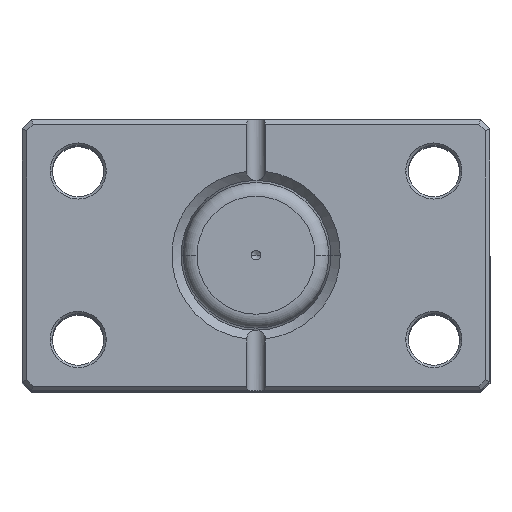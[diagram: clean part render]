
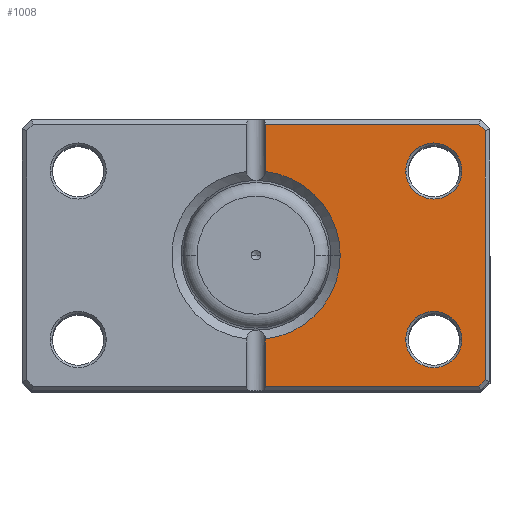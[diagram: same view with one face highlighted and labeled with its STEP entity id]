
A CAD part, top view. The second image highlights one B-rep face of the part: STEP entity #1008.
In plain terms, the highlighted face is planar.
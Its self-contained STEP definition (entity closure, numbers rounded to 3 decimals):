
#64 = CARTESIAN_POINT ( 'NONE',  ( -2., 28., 0. ) ) ;
#89 = DIRECTION ( 'NONE',  ( 0., 0., 1. ) ) ;
#166 = ORIENTED_EDGE ( 'NONE', *, *, #4599, .T. ) ;
#203 = VERTEX_POINT ( 'NONE', #1876 ) ;
#293 = VECTOR ( 'NONE', #3050, 1000. ) ;
#315 = ORIENTED_EDGE ( 'NONE', *, *, #1626, .T. ) ;
#510 = CARTESIAN_POINT ( 'NONE',  ( -38., 18., 0. ) ) ;
#565 = DIRECTION ( 'NONE',  ( 0., 0., 1. ) ) ;
#627 = VERTEX_POINT ( 'NONE', #2321 ) ;
#646 = DIRECTION ( 'NONE',  ( 0., 0., 1. ) ) ;
#660 = LINE ( 'NONE', #1886, #4488 ) ;
#824 = VECTOR ( 'NONE', #878, 1000. ) ;
#878 = DIRECTION ( 'NONE',  ( 0., -1., 0. ) ) ;
#880 = CARTESIAN_POINT ( 'NONE',  ( -37.793, 37.793, 0. ) ) ;
#896 = DIRECTION ( 'NONE',  ( 0., 0., 1. ) ) ;
#917 = FACE_BOUND ( 'NONE', #1454, .T. ) ;
#990 = DIRECTION ( 'NONE',  ( 1., 0., 0. ) ) ;
#1008 = ADVANCED_FACE ( 'NONE', ( #917, #2157, #4750 ), #1976, .F. ) ;
#1167 = ORIENTED_EDGE ( 'NONE', *, *, #2808, .T. ) ;
#1231 = CARTESIAN_POINT ( 'NONE',  ( -2., -28., 0. ) ) ;
#1246 = AXIS2_PLACEMENT_3D ( 'NONE', #510, #4015, #990 ) ;
#1249 = VERTEX_POINT ( 'NONE', #2442 ) ;
#1347 = ORIENTED_EDGE ( 'NONE', *, *, #5996, .T. ) ;
#1449 = DIRECTION ( 'NONE',  ( 0.707, 0.707, 0. ) ) ;
#1454 = EDGE_LOOP ( 'NONE', ( #1167, #2537 ) ) ;
#1460 = AXIS2_PLACEMENT_3D ( 'NONE', #2023, #5391, #2501 ) ;
#1502 = CARTESIAN_POINT ( 'NONE',  ( 0., 0., 0. ) ) ;
#1526 = VECTOR ( 'NONE', #3668, 1000. ) ;
#1541 = ORIENTED_EDGE ( 'NONE', *, *, #5165, .T. ) ;
#1554 = VERTEX_POINT ( 'NONE', #4113 ) ;
#1626 = EDGE_CURVE ( 'NONE', #627, #6274, #5994, .T. ) ;
#1650 = DIRECTION ( 'NONE',  ( 1., 0., 0. ) ) ;
#1668 = EDGE_CURVE ( 'NONE', #1903, #5727, #2368, .T. ) ;
#1697 = LINE ( 'NONE', #4986, #293 ) ;
#1876 = CARTESIAN_POINT ( 'NONE',  ( -32., 18., 0. ) ) ;
#1886 = CARTESIAN_POINT ( 'NONE',  ( -49., 0., 0. ) ) ;
#1903 = VERTEX_POINT ( 'NONE', #6048 ) ;
#1976 = PLANE ( 'NONE',  #4091 ) ;
#2023 = CARTESIAN_POINT ( 'NONE',  ( -38., -18., 0. ) ) ;
#2157 = FACE_BOUND ( 'NONE', #3502, .T. ) ;
#2211 = VECTOR ( 'NONE', #3428, 1000. ) ;
#2213 = AXIS2_PLACEMENT_3D ( 'NONE', #3092, #89, #3596 ) ;
#2314 = VERTEX_POINT ( 'NONE', #3287 ) ;
#2321 = CARTESIAN_POINT ( 'NONE',  ( -47.586, 28., 0. ) ) ;
#2360 = CARTESIAN_POINT ( 'NONE',  ( -38., 18., 0. ) ) ;
#2368 = LINE ( 'NONE', #3910, #824 ) ;
#2379 = EDGE_CURVE ( 'NONE', #203, #1249, #4790, .T. ) ;
#2403 = EDGE_CURVE ( 'NONE', #6215, #3575, #660, .T. ) ;
#2442 = CARTESIAN_POINT ( 'NONE',  ( -44., 18., 0. ) ) ;
#2501 = DIRECTION ( 'NONE',  ( 1., 0., 0. ) ) ;
#2516 = EDGE_CURVE ( 'NONE', #2314, #1903, #2884, .T. ) ;
#2537 = ORIENTED_EDGE ( 'NONE', *, *, #5071, .T. ) ;
#2675 = ORIENTED_EDGE ( 'NONE', *, *, #6327, .T. ) ;
#2808 = EDGE_CURVE ( 'NONE', #5894, #4081, #6191, .T. ) ;
#2816 = DIRECTION ( 'NONE',  ( 1., 0., 0. ) ) ;
#2820 = LINE ( 'NONE', #3169, #1526 ) ;
#2847 = DIRECTION ( 'NONE',  ( 1., 0., 0. ) ) ;
#2884 = CIRCLE ( 'NONE', #5563, 18. ) ;
#2893 = CARTESIAN_POINT ( 'NONE',  ( -2., 29., 0. ) ) ;
#2957 = CIRCLE ( 'NONE', #1246, 6. ) ;
#3044 = CARTESIAN_POINT ( 'NONE',  ( -49., -26.586, 0. ) ) ;
#3050 = DIRECTION ( 'NONE',  ( -0.707, 0.707, 0. ) ) ;
#3092 = CARTESIAN_POINT ( 'NONE',  ( 0., 0., 0. ) ) ;
#3169 = CARTESIAN_POINT ( 'NONE',  ( 0., -28., 0. ) ) ;
#3222 = EDGE_CURVE ( 'NONE', #1249, #203, #2957, .T. ) ;
#3255 = CARTESIAN_POINT ( 'NONE',  ( -49., 26.586, 0. ) ) ;
#3287 = CARTESIAN_POINT ( 'NONE',  ( -18., 0., 0. ) ) ;
#3320 = AXIS2_PLACEMENT_3D ( 'NONE', #2360, #5736, #2847 ) ;
#3331 = EDGE_LOOP ( 'NONE', ( #1347, #2675, #4002, #5246, #166, #1541, #4147, #5413, #315 ) ) ;
#3428 = DIRECTION ( 'NONE',  ( 0., -1., 0. ) ) ;
#3461 = CIRCLE ( 'NONE', #1460, 6. ) ;
#3502 = EDGE_LOOP ( 'NONE', ( #3842, #5104 ) ) ;
#3527 = LINE ( 'NONE', #880, #5914 ) ;
#3575 = VERTEX_POINT ( 'NONE', #3255 ) ;
#3596 = DIRECTION ( 'NONE',  ( 1., 0., 0. ) ) ;
#3668 = DIRECTION ( 'NONE',  ( -1., 0., 0. ) ) ;
#3670 = CARTESIAN_POINT ( 'NONE',  ( -38., -18., 0. ) ) ;
#3842 = ORIENTED_EDGE ( 'NONE', *, *, #3222, .T. ) ;
#3850 = CARTESIAN_POINT ( 'NONE',  ( -44., -18., 0. ) ) ;
#3910 = CARTESIAN_POINT ( 'NONE',  ( -2., 29., 0. ) ) ;
#3934 = CARTESIAN_POINT ( 'NONE',  ( 0., 0., 0. ) ) ;
#3981 = CARTESIAN_POINT ( 'NONE',  ( -47.586, -28., 0. ) ) ;
#4002 = ORIENTED_EDGE ( 'NONE', *, *, #2516, .T. ) ;
#4015 = DIRECTION ( 'NONE',  ( 0., 0., 1. ) ) ;
#4039 = CIRCLE ( 'NONE', #2213, 18. ) ;
#4081 = VERTEX_POINT ( 'NONE', #4398 ) ;
#4091 = AXIS2_PLACEMENT_3D ( 'NONE', #1502, #565, #1650 ) ;
#4113 = CARTESIAN_POINT ( 'NONE',  ( -2., 17.889, 0. ) ) ;
#4147 = ORIENTED_EDGE ( 'NONE', *, *, #2403, .T. ) ;
#4156 = DIRECTION ( 'NONE',  ( 1., 0., 0. ) ) ;
#4398 = CARTESIAN_POINT ( 'NONE',  ( -32., -18., 0. ) ) ;
#4407 = DIRECTION ( 'NONE',  ( 1., 0., 0. ) ) ;
#4488 = VECTOR ( 'NONE', #5760, 1000. ) ;
#4599 = EDGE_CURVE ( 'NONE', #5727, #5121, #2820, .T. ) ;
#4740 = VECTOR ( 'NONE', #2816, 1000. ) ;
#4750 = FACE_OUTER_BOUND ( 'NONE', #3331, .T. ) ;
#4790 = CIRCLE ( 'NONE', #3320, 6. ) ;
#4818 = AXIS2_PLACEMENT_3D ( 'NONE', #3670, #646, #4156 ) ;
#4986 = CARTESIAN_POINT ( 'NONE',  ( -37.793, -37.793, 0. ) ) ;
#5071 = EDGE_CURVE ( 'NONE', #4081, #5894, #3461, .T. ) ;
#5104 = ORIENTED_EDGE ( 'NONE', *, *, #2379, .T. ) ;
#5121 = VERTEX_POINT ( 'NONE', #3981 ) ;
#5165 = EDGE_CURVE ( 'NONE', #5121, #6215, #1697, .T. ) ;
#5246 = ORIENTED_EDGE ( 'NONE', *, *, #1668, .T. ) ;
#5391 = DIRECTION ( 'NONE',  ( 0., 0., 1. ) ) ;
#5413 = ORIENTED_EDGE ( 'NONE', *, *, #5998, .T. ) ;
#5563 = AXIS2_PLACEMENT_3D ( 'NONE', #3934, #896, #4407 ) ;
#5719 = CARTESIAN_POINT ( 'NONE',  ( 0., 28., 0. ) ) ;
#5727 = VERTEX_POINT ( 'NONE', #1231 ) ;
#5736 = DIRECTION ( 'NONE',  ( 0., 0., 1. ) ) ;
#5760 = DIRECTION ( 'NONE',  ( 0., 1., 0. ) ) ;
#5894 = VERTEX_POINT ( 'NONE', #3850 ) ;
#5914 = VECTOR ( 'NONE', #1449, 1000. ) ;
#5994 = LINE ( 'NONE', #5719, #4740 ) ;
#5996 = EDGE_CURVE ( 'NONE', #6274, #1554, #6057, .T. ) ;
#5998 = EDGE_CURVE ( 'NONE', #3575, #627, #3527, .T. ) ;
#6048 = CARTESIAN_POINT ( 'NONE',  ( -2., -17.889, 0. ) ) ;
#6057 = LINE ( 'NONE', #2893, #2211 ) ;
#6191 = CIRCLE ( 'NONE', #4818, 6. ) ;
#6215 = VERTEX_POINT ( 'NONE', #3044 ) ;
#6274 = VERTEX_POINT ( 'NONE', #64 ) ;
#6327 = EDGE_CURVE ( 'NONE', #1554, #2314, #4039, .T. ) ;
